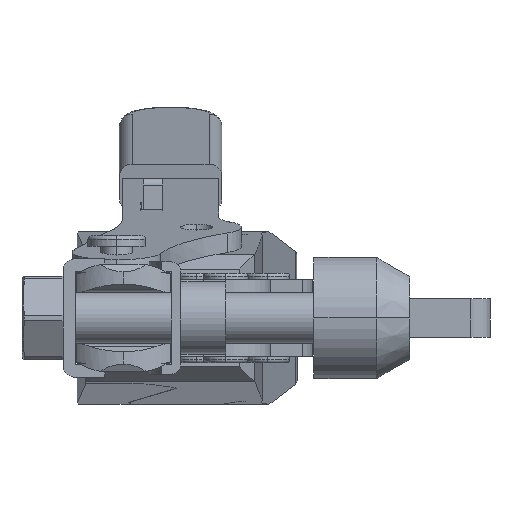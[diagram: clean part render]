
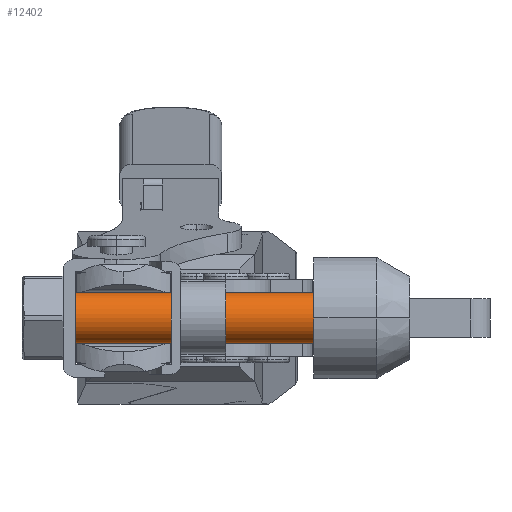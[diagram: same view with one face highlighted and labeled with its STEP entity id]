
A CAD part, left-side view. The second image highlights one B-rep face of the part: STEP entity #12402.
In plain terms, the highlighted cylindrical face has radius 4 mm (diameter 8 mm), a partial arc.
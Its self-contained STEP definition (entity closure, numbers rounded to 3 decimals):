
#227 = DIRECTION ( 'NONE',  ( 0., 1., 0. ) ) ;
#349 = AXIS2_PLACEMENT_3D ( 'NONE', #4309, #9622, #6422 ) ;
#756 = VERTEX_POINT ( 'NONE', #2539 ) ;
#904 = DIRECTION ( 'NONE',  ( 0., -1., 0. ) ) ;
#1064 = ORIENTED_EDGE ( 'NONE', *, *, #12177, .T. ) ;
#1576 = DIRECTION ( 'NONE',  ( 0., 0., -1. ) ) ;
#2287 = CARTESIAN_POINT ( 'NONE',  ( 0., 57.233, 4. ) ) ;
#2539 = CARTESIAN_POINT ( 'NONE',  ( 0., 13., 4. ) ) ;
#2894 = DIRECTION ( 'NONE',  ( 0., 1., 0. ) ) ;
#3022 = DIRECTION ( 'NONE',  ( 0., 1., 0. ) ) ;
#3331 = CARTESIAN_POINT ( 'NONE',  ( 0., 13., -4. ) ) ;
#3717 = ORIENTED_EDGE ( 'NONE', *, *, #5473, .T. ) ;
#4025 = CYLINDRICAL_SURFACE ( 'NONE', #6285, 4. ) ;
#4309 = CARTESIAN_POINT ( 'NONE',  ( 0., 57.233, 0. ) ) ;
#4397 = VECTOR ( 'NONE', #3022, 1000. ) ;
#4622 = CARTESIAN_POINT ( 'NONE',  ( 0., 7.7, 0. ) ) ;
#4971 = CARTESIAN_POINT ( 'NONE',  ( 0., 57.233, -4. ) ) ;
#5346 = ORIENTED_EDGE ( 'NONE', *, *, #7674, .F. ) ;
#5473 = EDGE_CURVE ( 'NONE', #756, #5517, #10076, .T. ) ;
#5517 = VERTEX_POINT ( 'NONE', #2287 ) ;
#5995 = FACE_OUTER_BOUND ( 'NONE', #10877, .T. ) ;
#6285 = AXIS2_PLACEMENT_3D ( 'NONE', #4622, #2894, #7687 ) ;
#6422 = DIRECTION ( 'NONE',  ( 0., 0., -1. ) ) ;
#7139 = LINE ( 'NONE', #9341, #10462 ) ;
#7192 = ORIENTED_EDGE ( 'NONE', *, *, #12362, .F. ) ;
#7674 = EDGE_CURVE ( 'NONE', #8208, #8699, #7139, .T. ) ;
#7687 = DIRECTION ( 'NONE',  ( 0., 0., -1. ) ) ;
#7793 = AXIS2_PLACEMENT_3D ( 'NONE', #12675, #904, #1576 ) ;
#8208 = VERTEX_POINT ( 'NONE', #3331 ) ;
#8699 = VERTEX_POINT ( 'NONE', #4971 ) ;
#8844 = CIRCLE ( 'NONE', #349, 4. ) ;
#9009 = CARTESIAN_POINT ( 'NONE',  ( 0., 7.7, 4. ) ) ;
#9341 = CARTESIAN_POINT ( 'NONE',  ( 0., 7.7, -4. ) ) ;
#9622 = DIRECTION ( 'NONE',  ( 0., -1., 0. ) ) ;
#10076 = LINE ( 'NONE', #9009, #4397 ) ;
#10462 = VECTOR ( 'NONE', #227, 1000. ) ;
#10877 = EDGE_LOOP ( 'NONE', ( #7192, #3717, #1064, #5346 ) ) ;
#12177 = EDGE_CURVE ( 'NONE', #5517, #8699, #8844, .T. ) ;
#12362 = EDGE_CURVE ( 'NONE', #756, #8208, #12454, .T. ) ;
#12402 = ADVANCED_FACE ( 'NONE', ( #5995 ), #4025, .T. ) ;
#12454 = CIRCLE ( 'NONE', #7793, 4. ) ;
#12675 = CARTESIAN_POINT ( 'NONE',  ( 0., 13., 0. ) ) ;
